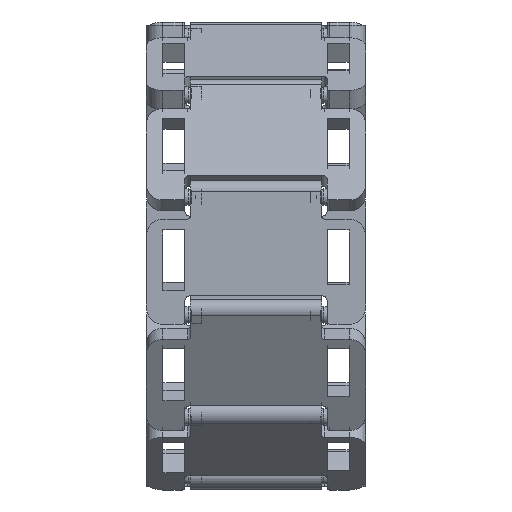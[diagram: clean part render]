
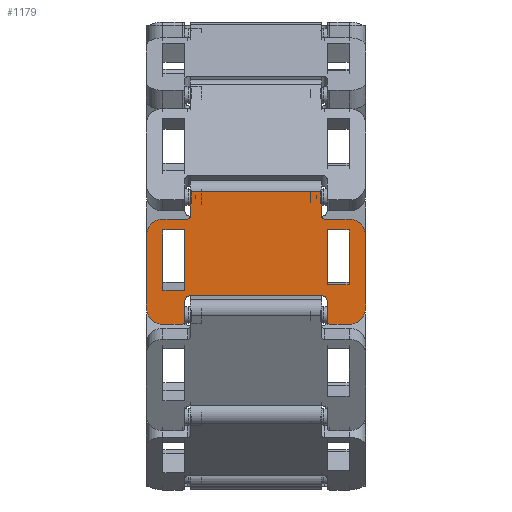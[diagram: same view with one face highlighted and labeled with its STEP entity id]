
A CAD part, left-side view. The second image highlights one B-rep face of the part: STEP entity #1179.
In plain terms, the highlighted face is planar.
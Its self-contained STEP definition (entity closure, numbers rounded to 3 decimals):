
#420=FACE_BOUND('',#473,.T.);
#421=FACE_BOUND('',#474,.T.);
#427=FACE_OUTER_BOUND('',#472,.T.);
#472=EDGE_LOOP('',(#921,#922,#923,#924,#925,#926,#927,#928,#929,#930,#931,
#932,#933,#934,#935,#936,#937,#938,#939,#940,#941,#942));
#473=EDGE_LOOP('',(#943,#944,#945,#946));
#474=EDGE_LOOP('',(#947,#948,#949,#950));
#519=LINE('',#1995,#595);
#522=LINE('',#2005,#598);
#524=LINE('',#2009,#600);
#525=LINE('',#2013,#601);
#526=LINE('',#2017,#602);
#527=LINE('',#2021,#603);
#528=LINE('',#2025,#604);
#529=LINE('',#2029,#605);
#530=LINE('',#2033,#606);
#531=LINE('',#2037,#607);
#532=LINE('',#2041,#608);
#533=LINE('',#2045,#609);
#534=LINE('',#2049,#610);
#535=LINE('',#2051,#611);
#536=LINE('',#2053,#612);
#537=LINE('',#2054,#613);
#538=LINE('',#2057,#614);
#539=LINE('',#2059,#615);
#540=LINE('',#2061,#616);
#541=LINE('',#2062,#617);
#595=VECTOR('',#1538,10.);
#598=VECTOR('',#1547,10.);
#600=VECTOR('',#1551,10.);
#601=VECTOR('',#1554,10.);
#602=VECTOR('',#1557,10.);
#603=VECTOR('',#1560,10.);
#604=VECTOR('',#1563,10.);
#605=VECTOR('',#1566,10.);
#606=VECTOR('',#1569,10.);
#607=VECTOR('',#1572,10.);
#608=VECTOR('',#1575,10.);
#609=VECTOR('',#1578,10.);
#610=VECTOR('',#1581,10.);
#611=VECTOR('',#1582,10.);
#612=VECTOR('',#1583,10.);
#613=VECTOR('',#1584,10.);
#614=VECTOR('',#1585,10.);
#615=VECTOR('',#1586,10.);
#616=VECTOR('',#1587,10.);
#617=VECTOR('',#1588,10.);
#674=CIRCLE('',#1284,0.5);
#675=CIRCLE('',#1285,3.);
#676=CIRCLE('',#1286,3.);
#677=CIRCLE('',#1287,0.5);
#678=CIRCLE('',#1288,1.);
#679=CIRCLE('',#1289,1.);
#680=CIRCLE('',#1290,0.5);
#681=CIRCLE('',#1291,3.);
#682=CIRCLE('',#1292,3.);
#683=CIRCLE('',#1293,0.5);
#712=VERTEX_POINT('',#1991);
#714=VERTEX_POINT('',#1994);
#718=VERTEX_POINT('',#2003);
#719=VERTEX_POINT('',#2008);
#720=VERTEX_POINT('',#2010);
#721=VERTEX_POINT('',#2012);
#722=VERTEX_POINT('',#2014);
#723=VERTEX_POINT('',#2016);
#724=VERTEX_POINT('',#2018);
#725=VERTEX_POINT('',#2020);
#726=VERTEX_POINT('',#2022);
#727=VERTEX_POINT('',#2024);
#728=VERTEX_POINT('',#2026);
#729=VERTEX_POINT('',#2028);
#730=VERTEX_POINT('',#2030);
#731=VERTEX_POINT('',#2032);
#732=VERTEX_POINT('',#2034);
#733=VERTEX_POINT('',#2036);
#734=VERTEX_POINT('',#2038);
#735=VERTEX_POINT('',#2040);
#736=VERTEX_POINT('',#2042);
#737=VERTEX_POINT('',#2044);
#738=VERTEX_POINT('',#2047);
#739=VERTEX_POINT('',#2048);
#740=VERTEX_POINT('',#2050);
#741=VERTEX_POINT('',#2052);
#742=VERTEX_POINT('',#2055);
#743=VERTEX_POINT('',#2056);
#744=VERTEX_POINT('',#2058);
#745=VERTEX_POINT('',#2060);
#793=EDGE_CURVE('',#714,#712,#519,.T.);
#798=EDGE_CURVE('',#718,#712,#522,.T.);
#800=EDGE_CURVE('',#718,#719,#524,.T.);
#801=EDGE_CURVE('',#720,#719,#674,.T.);
#802=EDGE_CURVE('',#720,#721,#525,.F.);
#803=EDGE_CURVE('',#722,#721,#675,.T.);
#804=EDGE_CURVE('',#722,#723,#526,.F.);
#805=EDGE_CURVE('',#724,#723,#676,.T.);
#806=EDGE_CURVE('',#724,#725,#527,.F.);
#807=EDGE_CURVE('',#726,#725,#677,.T.);
#808=EDGE_CURVE('',#726,#727,#528,.T.);
#809=EDGE_CURVE('',#728,#727,#678,.T.);
#810=EDGE_CURVE('',#728,#729,#529,.T.);
#811=EDGE_CURVE('',#730,#729,#679,.T.);
#812=EDGE_CURVE('',#730,#731,#530,.T.);
#813=EDGE_CURVE('',#732,#731,#680,.T.);
#814=EDGE_CURVE('',#732,#733,#531,.F.);
#815=EDGE_CURVE('',#734,#733,#681,.T.);
#816=EDGE_CURVE('',#734,#735,#532,.F.);
#817=EDGE_CURVE('',#736,#735,#682,.T.);
#818=EDGE_CURVE('',#736,#737,#533,.F.);
#819=EDGE_CURVE('',#714,#737,#683,.T.);
#820=EDGE_CURVE('',#738,#739,#534,.T.);
#821=EDGE_CURVE('',#739,#740,#535,.T.);
#822=EDGE_CURVE('',#740,#741,#536,.T.);
#823=EDGE_CURVE('',#741,#738,#537,.T.);
#824=EDGE_CURVE('',#742,#743,#538,.T.);
#825=EDGE_CURVE('',#743,#744,#539,.T.);
#826=EDGE_CURVE('',#744,#745,#540,.T.);
#827=EDGE_CURVE('',#745,#742,#541,.T.);
#921=ORIENTED_EDGE('',*,*,#798,.F.);
#922=ORIENTED_EDGE('',*,*,#800,.T.);
#923=ORIENTED_EDGE('',*,*,#801,.F.);
#924=ORIENTED_EDGE('',*,*,#802,.T.);
#925=ORIENTED_EDGE('',*,*,#803,.F.);
#926=ORIENTED_EDGE('',*,*,#804,.T.);
#927=ORIENTED_EDGE('',*,*,#805,.F.);
#928=ORIENTED_EDGE('',*,*,#806,.T.);
#929=ORIENTED_EDGE('',*,*,#807,.F.);
#930=ORIENTED_EDGE('',*,*,#808,.T.);
#931=ORIENTED_EDGE('',*,*,#809,.F.);
#932=ORIENTED_EDGE('',*,*,#810,.T.);
#933=ORIENTED_EDGE('',*,*,#811,.F.);
#934=ORIENTED_EDGE('',*,*,#812,.T.);
#935=ORIENTED_EDGE('',*,*,#813,.F.);
#936=ORIENTED_EDGE('',*,*,#814,.T.);
#937=ORIENTED_EDGE('',*,*,#815,.F.);
#938=ORIENTED_EDGE('',*,*,#816,.T.);
#939=ORIENTED_EDGE('',*,*,#817,.F.);
#940=ORIENTED_EDGE('',*,*,#818,.T.);
#941=ORIENTED_EDGE('',*,*,#819,.F.);
#942=ORIENTED_EDGE('',*,*,#793,.T.);
#943=ORIENTED_EDGE('',*,*,#820,.T.);
#944=ORIENTED_EDGE('',*,*,#821,.T.);
#945=ORIENTED_EDGE('',*,*,#822,.T.);
#946=ORIENTED_EDGE('',*,*,#823,.T.);
#947=ORIENTED_EDGE('',*,*,#824,.T.);
#948=ORIENTED_EDGE('',*,*,#825,.T.);
#949=ORIENTED_EDGE('',*,*,#826,.T.);
#950=ORIENTED_EDGE('',*,*,#827,.T.);
#1153=PLANE('',#1283);
#1179=ADVANCED_FACE('',(#427,#420,#421),#1153,.T.);
#1283=AXIS2_PLACEMENT_3D('',#2007,#1549,#1550);
#1284=AXIS2_PLACEMENT_3D('',#2011,#1552,#1553);
#1285=AXIS2_PLACEMENT_3D('',#2015,#1555,#1556);
#1286=AXIS2_PLACEMENT_3D('',#2019,#1558,#1559);
#1287=AXIS2_PLACEMENT_3D('',#2023,#1561,#1562);
#1288=AXIS2_PLACEMENT_3D('',#2027,#1564,#1565);
#1289=AXIS2_PLACEMENT_3D('',#2031,#1567,#1568);
#1290=AXIS2_PLACEMENT_3D('',#2035,#1570,#1571);
#1291=AXIS2_PLACEMENT_3D('',#2039,#1573,#1574);
#1292=AXIS2_PLACEMENT_3D('',#2043,#1576,#1577);
#1293=AXIS2_PLACEMENT_3D('',#2046,#1579,#1580);
#1538=DIRECTION('',(1.,0.,0.));
#1547=DIRECTION('',(0.,-1.,0.));
#1549=DIRECTION('center_axis',(0.,0.,1.));
#1550=DIRECTION('ref_axis',(1.,0.,0.));
#1551=DIRECTION('',(-1.,0.,0.));
#1552=DIRECTION('center_axis',(0.,0.,1.));
#1553=DIRECTION('ref_axis',(-0.707,-0.707,0.));
#1554=DIRECTION('',(0.,-1.,0.));
#1555=DIRECTION('center_axis',(0.,0.,-1.));
#1556=DIRECTION('ref_axis',(0.707,0.707,0.));
#1557=DIRECTION('',(1.,0.,0.));
#1558=DIRECTION('center_axis',(0.,0.,-1.));
#1559=DIRECTION('ref_axis',(-0.707,0.707,0.));
#1560=DIRECTION('',(0.,1.,0.));
#1561=DIRECTION('center_axis',(0.,0.,-1.));
#1562=DIRECTION('ref_axis',(-0.707,-0.707,0.));
#1563=DIRECTION('',(1.,0.,0.));
#1564=DIRECTION('center_axis',(0.,0.,1.));
#1565=DIRECTION('ref_axis',(0.707,0.707,0.));
#1566=DIRECTION('',(0.,-1.,0.));
#1567=DIRECTION('center_axis',(0.,0.,1.));
#1568=DIRECTION('ref_axis',(0.707,-0.707,0.));
#1569=DIRECTION('',(-1.,0.,0.));
#1570=DIRECTION('center_axis',(0.,0.,-1.));
#1571=DIRECTION('ref_axis',(-0.707,0.707,0.));
#1572=DIRECTION('',(0.,1.,0.));
#1573=DIRECTION('center_axis',(0.,0.,-1.));
#1574=DIRECTION('ref_axis',(-0.707,-0.707,0.));
#1575=DIRECTION('',(-1.,0.,0.));
#1576=DIRECTION('center_axis',(0.,0.,-1.));
#1577=DIRECTION('ref_axis',(0.707,-0.707,0.));
#1578=DIRECTION('',(0.,-1.,0.));
#1579=DIRECTION('center_axis',(0.,0.,1.));
#1580=DIRECTION('ref_axis',(-0.707,0.707,0.));
#1581=DIRECTION('',(0.,-1.,0.));
#1582=DIRECTION('',(-1.,0.,0.));
#1583=DIRECTION('',(0.,1.,0.));
#1584=DIRECTION('',(1.,0.,0.));
#1585=DIRECTION('',(-1.,0.,0.));
#1586=DIRECTION('',(0.,1.,0.));
#1587=DIRECTION('',(1.,0.,0.));
#1588=DIRECTION('',(0.,-1.,0.));
#1991=CARTESIAN_POINT('',(19.,3.,4.));
#1994=CARTESIAN_POINT('',(14.5,3.,4.));
#1995=CARTESIAN_POINT('',(15.,3.,4.));
#2003=CARTESIAN_POINT('',(19.,27.,4.));
#2005=CARTESIAN_POINT('',(19.,9.,4.));
#2007=CARTESIAN_POINT('Origin',(7.,15.,4.));
#2008=CARTESIAN_POINT('',(14.5,27.,4.));
#2009=CARTESIAN_POINT('',(15.,27.,4.));
#2010=CARTESIAN_POINT('',(14.,27.5,4.));
#2011=CARTESIAN_POINT('Origin',(14.5,27.5,4.));
#2012=CARTESIAN_POINT('',(14.,32.,4.));
#2013=CARTESIAN_POINT('',(14.,21.,4.));
#2014=CARTESIAN_POINT('',(11.,35.,4.));
#2015=CARTESIAN_POINT('Origin',(11.,32.,4.));
#2016=CARTESIAN_POINT('',(-2.25,35.,4.));
#2017=CARTESIAN_POINT('',(11.,35.,4.));
#2018=CARTESIAN_POINT('',(-5.25,32.,4.));
#2019=CARTESIAN_POINT('Origin',(-2.25,32.,4.));
#2020=CARTESIAN_POINT('',(-5.25,28.5,4.));
#2021=CARTESIAN_POINT('',(-5.25,22.5,4.));
#2022=CARTESIAN_POINT('',(-4.75,28.,4.));
#2023=CARTESIAN_POINT('Origin',(-4.75,28.5,4.));
#2024=CARTESIAN_POINT('',(-1.,28.,4.));
#2025=CARTESIAN_POINT('',(-7.,28.,4.));
#2026=CARTESIAN_POINT('',(0.,27.,4.));
#2027=CARTESIAN_POINT('Origin',(-1.,27.,4.));
#2028=CARTESIAN_POINT('',(0.,3.,4.));
#2029=CARTESIAN_POINT('',(0.,28.,4.));
#2030=CARTESIAN_POINT('',(-1.,2.,4.));
#2031=CARTESIAN_POINT('Origin',(-1.,3.,4.));
#2032=CARTESIAN_POINT('',(-4.75,2.,4.));
#2033=CARTESIAN_POINT('',(-7.,2.,4.));
#2034=CARTESIAN_POINT('',(-5.25,1.5,4.));
#2035=CARTESIAN_POINT('Origin',(-4.75,1.5,4.));
#2036=CARTESIAN_POINT('',(-5.25,-2.,4.));
#2037=CARTESIAN_POINT('',(-5.25,8.5,4.));
#2038=CARTESIAN_POINT('',(-2.25,-5.,4.));
#2039=CARTESIAN_POINT('Origin',(-2.25,-2.,4.));
#2040=CARTESIAN_POINT('',(11.,-5.,4.));
#2041=CARTESIAN_POINT('',(0.,-5.,4.));
#2042=CARTESIAN_POINT('',(14.,-2.,4.));
#2043=CARTESIAN_POINT('Origin',(11.,-2.,4.));
#2044=CARTESIAN_POINT('',(14.,2.5,4.));
#2045=CARTESIAN_POINT('',(14.,21.,4.));
#2046=CARTESIAN_POINT('Origin',(14.5,2.5,4.));
#2047=CARTESIAN_POINT('',(12.,2.,4.));
#2048=CARTESIAN_POINT('',(12.,-2.,4.));
#2049=CARTESIAN_POINT('',(12.,8.5,4.));
#2050=CARTESIAN_POINT('',(2.,-2.,4.));
#2051=CARTESIAN_POINT('',(9.5,-2.,4.));
#2052=CARTESIAN_POINT('',(2.,2.,4.));
#2053=CARTESIAN_POINT('',(2.,6.5,4.));
#2054=CARTESIAN_POINT('',(4.5,2.,4.));
#2055=CARTESIAN_POINT('',(12.,28.,4.));
#2056=CARTESIAN_POINT('',(1.,28.,4.));
#2057=CARTESIAN_POINT('',(9.5,28.,4.));
#2058=CARTESIAN_POINT('',(1.,32.,4.));
#2059=CARTESIAN_POINT('',(1.,21.5,4.));
#2060=CARTESIAN_POINT('',(12.,32.,4.));
#2061=CARTESIAN_POINT('',(4.,32.,4.));
#2062=CARTESIAN_POINT('',(12.,23.5,4.));
